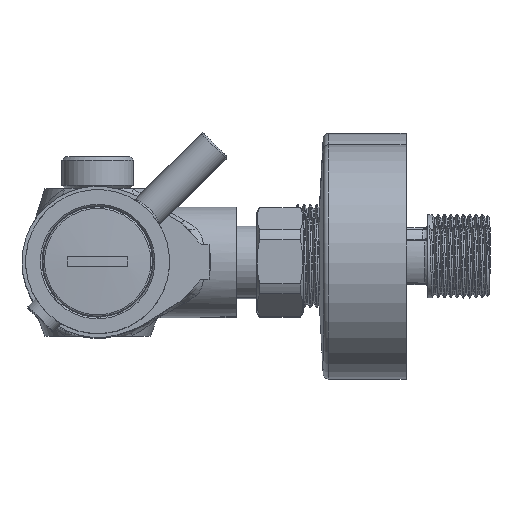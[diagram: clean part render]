
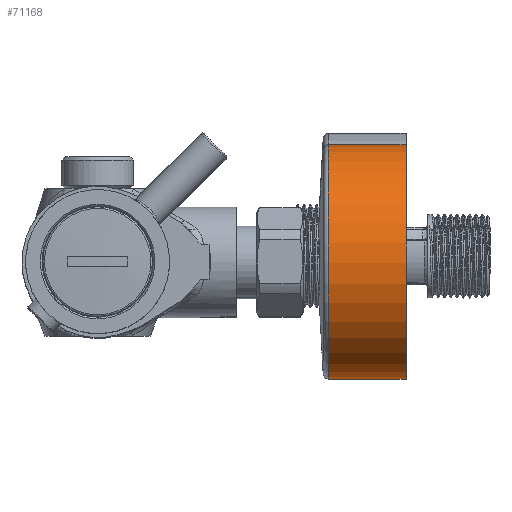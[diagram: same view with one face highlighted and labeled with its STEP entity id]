
A CAD part, top view. The second image highlights one B-rep face of the part: STEP entity #71168.
In plain terms, the highlighted cylindrical face has radius 33.75 mm (diameter 67.5 mm), a full revolution.
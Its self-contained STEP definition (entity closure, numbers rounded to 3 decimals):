
#70 = AXIS2_PLACEMENT_3D ( 'NONE', #79447, #4103, #17906 ) ;
#872 = ORIENTED_EDGE ( 'NONE', *, *, #77290, .T. ) ;
#4103 = DIRECTION ( 'NONE',  ( -1., 0., 0. ) ) ;
#5698 = VERTEX_POINT ( 'NONE', #55631 ) ;
#6041 = CARTESIAN_POINT ( 'NONE',  ( 61.42, 0., 75. ) ) ;
#6944 = DIRECTION ( 'NONE',  ( -1., 0., 0. ) ) ;
#8038 = DIRECTION ( 'NONE',  ( -1., 0., 0. ) ) ;
#10111 = ORIENTED_EDGE ( 'NONE', *, *, #57066, .F. ) ;
#12742 = FACE_OUTER_BOUND ( 'NONE', #67668, .T. ) ;
#16440 = CARTESIAN_POINT ( 'NONE',  ( 66.519, -17.262, 104.001 ) ) ;
#17906 = DIRECTION ( 'NONE',  ( 0., -0.511, 0.859 ) ) ;
#34116 = DIRECTION ( 'NONE',  ( 0., -0.511, 0.859 ) ) ;
#36676 = AXIS2_PLACEMENT_3D ( 'NONE', #42405, #8038, #48656 ) ;
#38059 = EDGE_LOOP ( 'NONE', ( #872 ) ) ;
#39891 = CIRCLE ( 'NONE', #70, 33.75 ) ;
#42405 = CARTESIAN_POINT ( 'NONE',  ( 88.9, 0., 75. ) ) ;
#48656 = DIRECTION ( 'NONE',  ( 0., -0.511, 0.859 ) ) ;
#52462 = CYLINDRICAL_SURFACE ( 'NONE', #87519, 33.75 ) ;
#52883 = FACE_OUTER_BOUND ( 'NONE', #38059, .T. ) ;
#55631 = CARTESIAN_POINT ( 'NONE',  ( 88.9, -17.262, 104.001 ) ) ;
#57066 = EDGE_CURVE ( 'NONE', #65046, #65046, #39891, .T. ) ;
#65046 = VERTEX_POINT ( 'NONE', #16440 ) ;
#67668 = EDGE_LOOP ( 'NONE', ( #10111 ) ) ;
#71168 = ADVANCED_FACE ( 'NONE', ( #52883, #12742 ), #52462, .T. ) ;
#77290 = EDGE_CURVE ( 'NONE', #5698, #5698, #85083, .T. ) ;
#79447 = CARTESIAN_POINT ( 'NONE',  ( 66.519, 0., 75. ) ) ;
#85083 = CIRCLE ( 'NONE', #36676, 33.75 ) ;
#87519 = AXIS2_PLACEMENT_3D ( 'NONE', #6041, #6944, #34116 ) ;
